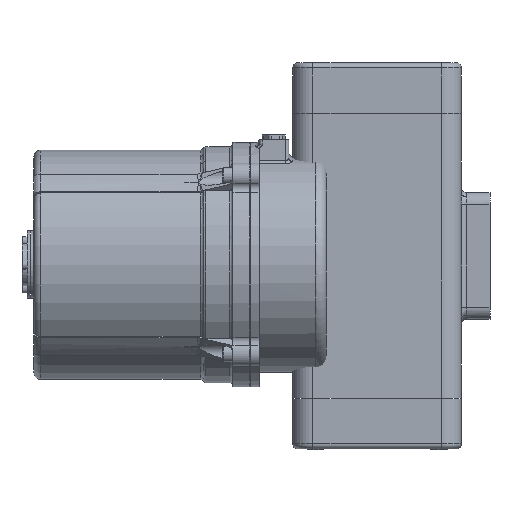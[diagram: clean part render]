
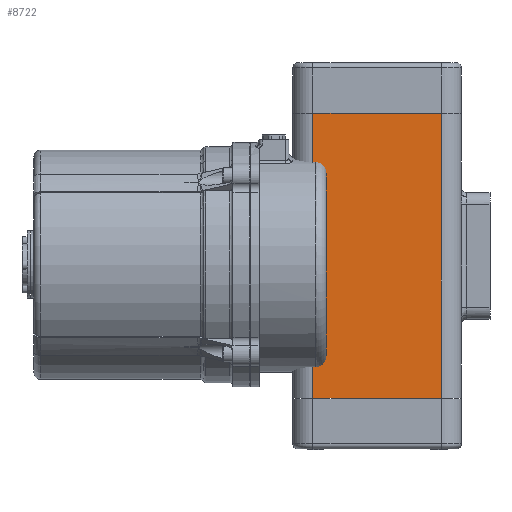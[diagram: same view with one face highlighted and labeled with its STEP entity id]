
A CAD part, left-side view. The second image highlights one B-rep face of the part: STEP entity #8722.
In plain terms, the highlighted planar face has unit normal (-1, 0, 0).
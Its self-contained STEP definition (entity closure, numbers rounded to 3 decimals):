
#713=PLANE('',#9699);
#1127=FACE_OUTER_BOUND('',#1677,.T.);
#1677=EDGE_LOOP('',(#7152,#7153,#7154,#7155));
#2241=LINE('',#16645,#2773);
#2252=LINE('',#16696,#2784);
#2260=LINE('',#16727,#2792);
#2261=LINE('',#16728,#2793);
#2773=VECTOR('',#11543,10.);
#2784=VECTOR('',#11596,10.);
#2792=VECTOR('',#11622,10.);
#2793=VECTOR('',#11623,10.);
#3945=VERTEX_POINT('',#16642);
#3946=VERTEX_POINT('',#16644);
#3965=VERTEX_POINT('',#16694);
#3979=VERTEX_POINT('',#16726);
#5039=EDGE_CURVE('',#3945,#3946,#2241,.T.);
#5065=EDGE_CURVE('',#3965,#3945,#2252,.T.);
#5080=EDGE_CURVE('',#3979,#3965,#2260,.T.);
#5081=EDGE_CURVE('',#3946,#3979,#2261,.T.);
#7152=ORIENTED_EDGE('',*,*,#5039,.F.);
#7153=ORIENTED_EDGE('',*,*,#5065,.F.);
#7154=ORIENTED_EDGE('',*,*,#5080,.F.);
#7155=ORIENTED_EDGE('',*,*,#5081,.F.);
#8722=ADVANCED_FACE('',(#1127),#713,.T.);
#9699=AXIS2_PLACEMENT_3D('',#16725,#11620,#11621);
#11543=DIRECTION('',(0.,0.,-1.));
#11596=DIRECTION('',(0.,-1.,0.));
#11620=DIRECTION('center_axis',(-1.,0.,0.));
#11621=DIRECTION('ref_axis',(0.,-1.,0.));
#11622=DIRECTION('',(0.,0.,1.));
#11623=DIRECTION('',(0.,1.,0.));
#16642=CARTESIAN_POINT('',(-50.,-38.,84.5));
#16644=CARTESIAN_POINT('',(-50.,-38.,-84.5));
#16645=CARTESIAN_POINT('',(-50.,-38.,0.));
#16694=CARTESIAN_POINT('',(-50.,38.,84.5));
#16696=CARTESIAN_POINT('',(-50.,50.,84.5));
#16725=CARTESIAN_POINT('Origin',(-50.,50.,0.));
#16726=CARTESIAN_POINT('',(-50.,38.,-84.5));
#16727=CARTESIAN_POINT('',(-50.,38.,0.));
#16728=CARTESIAN_POINT('',(-50.,50.,-84.5));
